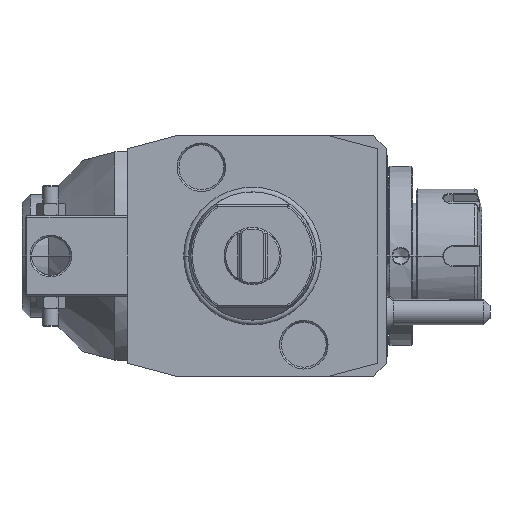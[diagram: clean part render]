
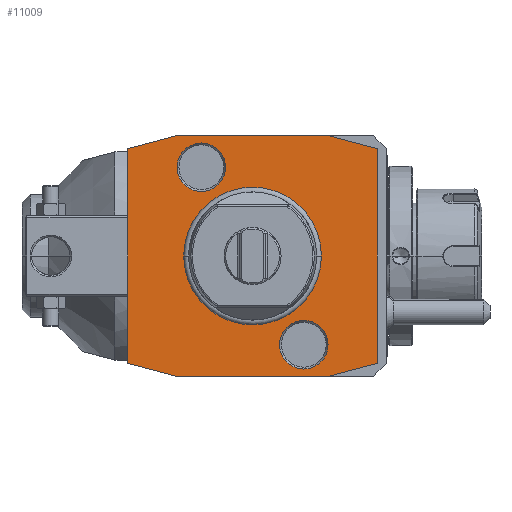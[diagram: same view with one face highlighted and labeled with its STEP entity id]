
A CAD part, front view. The second image highlights one B-rep face of the part: STEP entity #11009.
In plain terms, the highlighted planar face has unit normal (0, -1, 0).
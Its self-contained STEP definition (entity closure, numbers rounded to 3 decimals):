
#1=DIRECTION('',(0.966,0.,-0.259));
#2=VECTOR('',#1,15.529);
#3=CARTESIAN_POINT('',(-39.,0.,-33.481));
#4=LINE('',#3,#2);
#5=DIRECTION('',(0.,0.,-1.));
#6=VECTOR('',#5,66.962);
#7=CARTESIAN_POINT('',(-39.,0.,33.481));
#8=LINE('',#7,#6);
#9=DIRECTION('',(-0.966,0.,-0.259));
#10=VECTOR('',#9,15.529);
#11=CARTESIAN_POINT('',(-24.,0.,37.5));
#12=LINE('',#11,#10);
#13=DIRECTION('',(-1.,0.,0.));
#14=VECTOR('',#13,48.);
#15=CARTESIAN_POINT('',(24.,0.,37.5));
#16=LINE('',#15,#14);
#17=DIRECTION('',(-0.966,0.,0.259));
#18=VECTOR('',#17,15.529);
#19=CARTESIAN_POINT('',(39.,0.,33.481));
#20=LINE('',#19,#18);
#21=DIRECTION('',(0.,0.,1.));
#22=VECTOR('',#21,66.962);
#23=CARTESIAN_POINT('',(39.,0.,-33.481));
#24=LINE('',#23,#22);
#25=DIRECTION('',(0.966,0.,0.259));
#26=VECTOR('',#25,15.529);
#27=CARTESIAN_POINT('',(24.,0.,-37.5));
#28=LINE('',#27,#26);
#29=DIRECTION('',(1.,0.,0.));
#30=VECTOR('',#29,48.);
#31=CARTESIAN_POINT('',(-24.,0.,-37.5));
#32=LINE('',#31,#30);
#33=CARTESIAN_POINT('',(-16.,0.,27.713));
#34=DIRECTION('',(0.,1.,0.));
#35=DIRECTION('',(-1.,0.,0.));
#36=AXIS2_PLACEMENT_3D('',#33,#34,#35);
#38=CARTESIAN_POINT('',(-16.,0.,27.713));
#39=DIRECTION('',(0.,1.,0.));
#40=DIRECTION('',(1.,0.,0.));
#41=AXIS2_PLACEMENT_3D('',#38,#39,#40);
#43=CARTESIAN_POINT('',(16.,0.,-27.713));
#44=DIRECTION('',(0.,1.,0.));
#45=DIRECTION('',(-1.,0.,0.));
#46=AXIS2_PLACEMENT_3D('',#43,#44,#45);
#48=CARTESIAN_POINT('',(16.,0.,-27.713));
#49=DIRECTION('',(0.,1.,0.));
#50=DIRECTION('',(1.,0.,0.));
#51=AXIS2_PLACEMENT_3D('',#48,#49,#50);
#7332=CARTESIAN_POINT('',(0.,0.,0.));
#7333=DIRECTION('',(0.,-1.,0.));
#7334=DIRECTION('',(1.,0.,0.));
#7335=AXIS2_PLACEMENT_3D('',#7332,#7333,#7334);
#7337=CARTESIAN_POINT('',(0.,0.,0.));
#7338=DIRECTION('',(0.,-1.,0.));
#7339=DIRECTION('',(-1.,0.,0.));
#7340=AXIS2_PLACEMENT_3D('',#7337,#7338,#7339);
#9866=CARTESIAN_POINT('',(-23.577,0.,
27.713));
#9867=CARTESIAN_POINT('',(-8.423,0.,
27.713));
#9868=VERTEX_POINT('',#9866);
#9869=VERTEX_POINT('',#9867);
#9998=CARTESIAN_POINT('',(8.423,0.,-27.713));
#9999=CARTESIAN_POINT('',(23.577,0.,-27.713));
#10000=VERTEX_POINT('',#9998);
#10001=VERTEX_POINT('',#9999);
#10781=CARTESIAN_POINT('',(-39.,0.,-33.481));
#10782=CARTESIAN_POINT('',(-24.,0.,-37.5));
#10783=VERTEX_POINT('',#10781);
#10784=VERTEX_POINT('',#10782);
#10785=CARTESIAN_POINT('',(24.,0.,-37.5));
#10786=VERTEX_POINT('',#10785);
#10787=CARTESIAN_POINT('',(39.,0.,-33.481));
#10788=VERTEX_POINT('',#10787);
#10789=CARTESIAN_POINT('',(39.,0.,33.481));
#10790=VERTEX_POINT('',#10789);
#10791=CARTESIAN_POINT('',(24.,0.,37.5));
#10792=VERTEX_POINT('',#10791);
#10793=CARTESIAN_POINT('',(-24.,0.,37.5));
#10794=VERTEX_POINT('',#10793);
#10795=CARTESIAN_POINT('',(-39.,0.,33.481));
#10796=VERTEX_POINT('',#10795);
#10824=CARTESIAN_POINT('',(21.137,0.,0.));
#10825=CARTESIAN_POINT('',(-21.137,0.,0.));
#10826=VERTEX_POINT('',#10824);
#10827=VERTEX_POINT('',#10825);
#10968=CARTESIAN_POINT('',(0.,0.,0.));
#10969=DIRECTION('',(0.,-1.,0.));
#10970=DIRECTION('',(-1.,0.,0.));
#10971=AXIS2_PLACEMENT_3D('',#10968,#10969,#10970);
#10972=PLANE('',#10971);
#10974=ORIENTED_EDGE('',*,*,#10973,.F.);
#10976=ORIENTED_EDGE('',*,*,#10975,.F.);
#10978=ORIENTED_EDGE('',*,*,#10977,.F.);
#10980=ORIENTED_EDGE('',*,*,#10979,.F.);
#10982=ORIENTED_EDGE('',*,*,#10981,.F.);
#10984=ORIENTED_EDGE('',*,*,#10983,.F.);
#10986=ORIENTED_EDGE('',*,*,#10985,.F.);
#10988=ORIENTED_EDGE('',*,*,#10987,.F.);
#10989=EDGE_LOOP('',(#10974,#10976,#10978,#10980,#10982,#10984,#10986,#10988));
#10990=FACE_OUTER_BOUND('',#10989,.F.);
#10992=ORIENTED_EDGE('',*,*,#10991,.T.);
#10994=ORIENTED_EDGE('',*,*,#10993,.T.);
#10995=EDGE_LOOP('',(#10992,#10994));
#10996=FACE_BOUND('',#10995,.F.);
#10998=ORIENTED_EDGE('',*,*,#10997,.F.);
#11000=ORIENTED_EDGE('',*,*,#10999,.F.);
#11001=EDGE_LOOP('',(#10998,#11000));
#11002=FACE_BOUND('',#11001,.F.);
#11004=ORIENTED_EDGE('',*,*,#11003,.F.);
#11006=ORIENTED_EDGE('',*,*,#11005,.F.);
#11007=EDGE_LOOP('',(#11004,#11006));
#11008=FACE_BOUND('',#11007,.F.);
#37=CIRCLE('',#36,7.577);
#42=CIRCLE('',#41,7.577);
#47=CIRCLE('',#46,7.577);
#52=CIRCLE('',#51,7.577);
#7336=CIRCLE('',#7335,21.137);
#7341=CIRCLE('',#7340,21.137);
#10973=EDGE_CURVE('',#10783,#10784,#4,.T.);
#10975=EDGE_CURVE('',#10796,#10783,#8,.T.);
#10977=EDGE_CURVE('',#10794,#10796,#12,.T.);
#10979=EDGE_CURVE('',#10792,#10794,#16,.T.);
#10981=EDGE_CURVE('',#10790,#10792,#20,.T.);
#10983=EDGE_CURVE('',#10788,#10790,#24,.T.);
#10985=EDGE_CURVE('',#10786,#10788,#28,.T.);
#10987=EDGE_CURVE('',#10784,#10786,#32,.T.);
#10991=EDGE_CURVE('',#10826,#10827,#7336,.T.);
#10993=EDGE_CURVE('',#10827,#10826,#7341,.T.);
#10997=EDGE_CURVE('',#9868,#9869,#37,.T.);
#10999=EDGE_CURVE('',#9869,#9868,#42,.T.);
#11003=EDGE_CURVE('',#10000,#10001,#47,.T.);
#11005=EDGE_CURVE('',#10001,#10000,#52,.T.);
#11009=ADVANCED_FACE('',(#10990,#10996,#11002,#11008),#10972,.T.);
